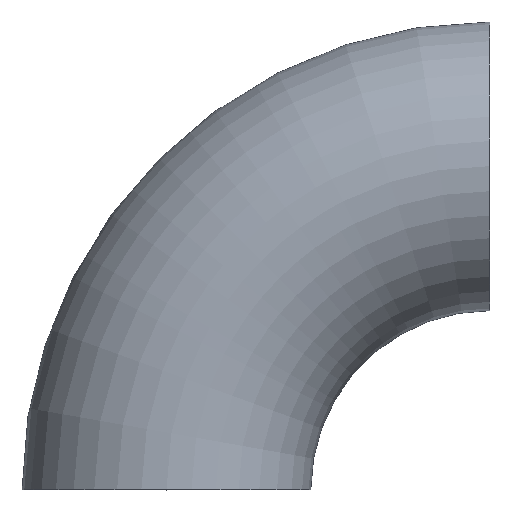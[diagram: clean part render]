
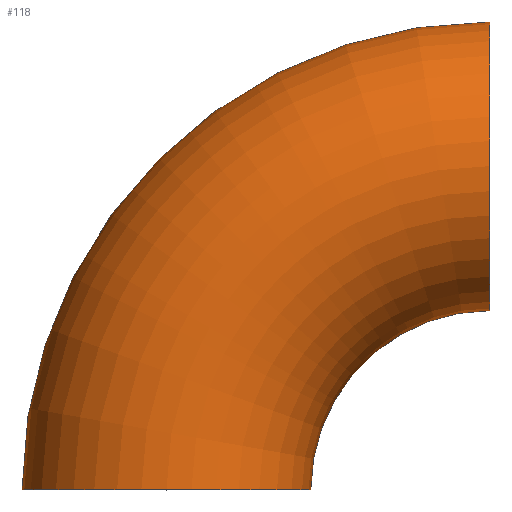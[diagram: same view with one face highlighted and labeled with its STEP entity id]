
A CAD part, top view. The second image highlights one B-rep face of the part: STEP entity #118.
In plain terms, the highlighted toroidal (fillet/blend) face has major radius 47.5 mm and minor radius 21.2 mm.
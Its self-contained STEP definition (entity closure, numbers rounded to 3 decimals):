
#2 = CARTESIAN_POINT ( 'NONE',  ( 21.2, 0., 0. ) ) ;
#5 = VERTEX_POINT ( 'NONE', #73 ) ;
#8 = CIRCLE ( 'NONE', #136, 21.2 ) ;
#19 = CARTESIAN_POINT ( 'NONE',  ( 47.5, 47.5, 0. ) ) ;
#23 = DIRECTION ( 'NONE',  ( 0., 0., 1. ) ) ;
#25 = DIRECTION ( 'NONE',  ( 0., 1., 0. ) ) ;
#31 = ORIENTED_EDGE ( 'NONE', *, *, #168, .T. ) ;
#42 = DIRECTION ( 'NONE',  ( 0., 0., 1. ) ) ;
#59 = AXIS2_PLACEMENT_3D ( 'NONE', #76, #23, #194 ) ;
#62 = CARTESIAN_POINT ( 'NONE',  ( 0., 0., 0. ) ) ;
#67 = FACE_OUTER_BOUND ( 'NONE', #117, .T. ) ;
#73 = CARTESIAN_POINT ( 'NONE',  ( -21.2, 0., 0. ) ) ;
#76 = CARTESIAN_POINT ( 'NONE',  ( 47.5, 0., 0. ) ) ;
#82 = DIRECTION ( 'NONE',  ( 0., 0., 1. ) ) ;
#90 = VERTEX_POINT ( 'NONE', #162 ) ;
#105 = CARTESIAN_POINT ( 'NONE',  ( 47.5, 0., 0. ) ) ;
#117 = EDGE_LOOP ( 'NONE', ( #174, #31, #187, #246 ) ) ;
#118 = ADVANCED_FACE ( 'NONE', ( #67 ), #229, .T. ) ;
#122 = VERTEX_POINT ( 'NONE', #160 ) ;
#124 = AXIS2_PLACEMENT_3D ( 'NONE', #158, #82, #215 ) ;
#131 = AXIS2_PLACEMENT_3D ( 'NONE', #19, #163, #42 ) ;
#136 = AXIS2_PLACEMENT_3D ( 'NONE', #62, #25, #204 ) ;
#155 = CIRCLE ( 'NONE', #59, 68.7 ) ;
#158 = CARTESIAN_POINT ( 'NONE',  ( 47.5, 0., 0. ) ) ;
#160 = CARTESIAN_POINT ( 'NONE',  ( 47.5, 68.7, 0. ) ) ;
#162 = CARTESIAN_POINT ( 'NONE',  ( 47.5, 26.3, 0. ) ) ;
#163 = DIRECTION ( 'NONE',  ( 1., 0., 0. ) ) ;
#168 = EDGE_CURVE ( 'NONE', #122, #5, #155, .T. ) ;
#169 = CIRCLE ( 'NONE', #253, 26.3 ) ;
#174 = ORIENTED_EDGE ( 'NONE', *, *, #176, .F. ) ;
#176 = EDGE_CURVE ( 'NONE', #122, #90, #179, .T. ) ;
#179 = CIRCLE ( 'NONE', #131, 21.2 ) ;
#187 = ORIENTED_EDGE ( 'NONE', *, *, #238, .T. ) ;
#194 = DIRECTION ( 'NONE',  ( 1., 0., 0. ) ) ;
#204 = DIRECTION ( 'NONE',  ( 0., 0., 1. ) ) ;
#209 = VERTEX_POINT ( 'NONE', #2 ) ;
#215 = DIRECTION ( 'NONE',  ( 1., 0., 0. ) ) ;
#228 = EDGE_CURVE ( 'NONE', #90, #209, #169, .T. ) ;
#229 = TOROIDAL_SURFACE ( 'NONE', #124, 47.5, 21.2 ) ;
#230 = DIRECTION ( 'NONE',  ( 0., 0., 1. ) ) ;
#235 = DIRECTION ( 'NONE',  ( 1., 0., 0. ) ) ;
#238 = EDGE_CURVE ( 'NONE', #5, #209, #8, .T. ) ;
#246 = ORIENTED_EDGE ( 'NONE', *, *, #228, .F. ) ;
#253 = AXIS2_PLACEMENT_3D ( 'NONE', #105, #230, #235 ) ;
